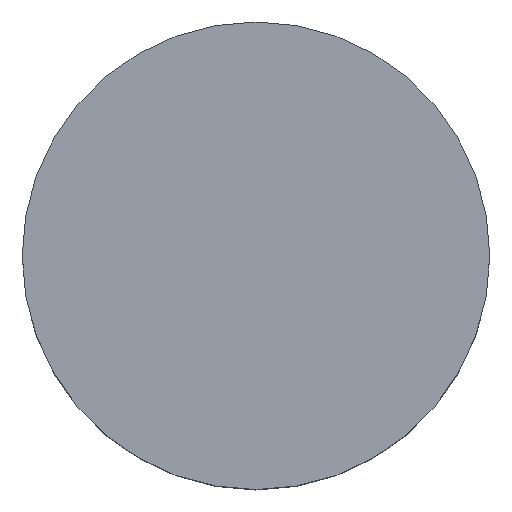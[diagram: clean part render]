
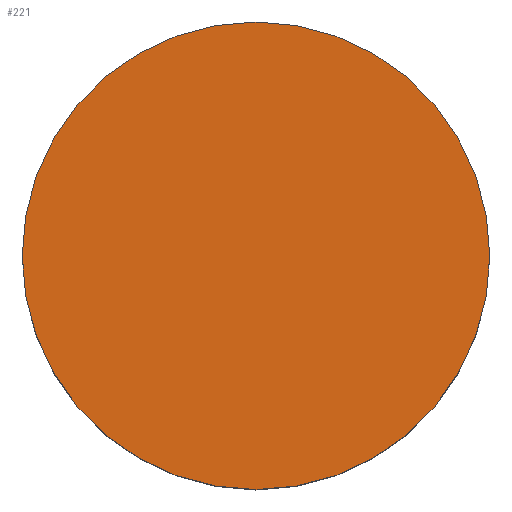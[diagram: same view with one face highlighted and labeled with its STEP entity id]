
A CAD part, top view. The second image highlights one B-rep face of the part: STEP entity #221.
In plain terms, the highlighted planar face has unit normal (0, 0, 1).
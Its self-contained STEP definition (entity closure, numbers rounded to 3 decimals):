
#10 = DIRECTION ( 'NONE',  ( 1., 0., 0. ) ) ;
#18 = FACE_OUTER_BOUND ( 'NONE', #332, .T. ) ;
#65 = DIRECTION ( 'NONE',  ( 0., 0., 1. ) ) ;
#85 = CIRCLE ( 'NONE', #151, 3. ) ;
#114 = VERTEX_POINT ( 'NONE', #127 ) ;
#127 = CARTESIAN_POINT ( 'NONE',  ( -3., 0., 0. ) ) ;
#141 = PLANE ( 'NONE',  #171 ) ;
#151 = AXIS2_PLACEMENT_3D ( 'NONE', #333, #65, #230 ) ;
#169 = DIRECTION ( 'NONE',  ( 0., 0., 1. ) ) ;
#171 = AXIS2_PLACEMENT_3D ( 'NONE', #218, #169, #316 ) ;
#187 = AXIS2_PLACEMENT_3D ( 'NONE', #255, #282, #10 ) ;
#191 = VERTEX_POINT ( 'NONE', #313 ) ;
#195 = ORIENTED_EDGE ( 'NONE', *, *, #281, .T. ) ;
#218 = CARTESIAN_POINT ( 'NONE',  ( 0., 0., 0. ) ) ;
#221 = ADVANCED_FACE ( 'NONE', ( #18 ), #141, .T. ) ;
#230 = DIRECTION ( 'NONE',  ( 1., 0., 0. ) ) ;
#255 = CARTESIAN_POINT ( 'NONE',  ( 0., 0., 0. ) ) ;
#270 = CIRCLE ( 'NONE', #187, 3. ) ;
#281 = EDGE_CURVE ( 'NONE', #191, #114, #270, .T. ) ;
#282 = DIRECTION ( 'NONE',  ( 0., 0., 1. ) ) ;
#313 = CARTESIAN_POINT ( 'NONE',  ( 3., 0., 0. ) ) ;
#316 = DIRECTION ( 'NONE',  ( 1., 0., 0. ) ) ;
#318 = ORIENTED_EDGE ( 'NONE', *, *, #324, .T. ) ;
#324 = EDGE_CURVE ( 'NONE', #114, #191, #85, .T. ) ;
#332 = EDGE_LOOP ( 'NONE', ( #195, #318 ) ) ;
#333 = CARTESIAN_POINT ( 'NONE',  ( 0., 0., 0. ) ) ;
